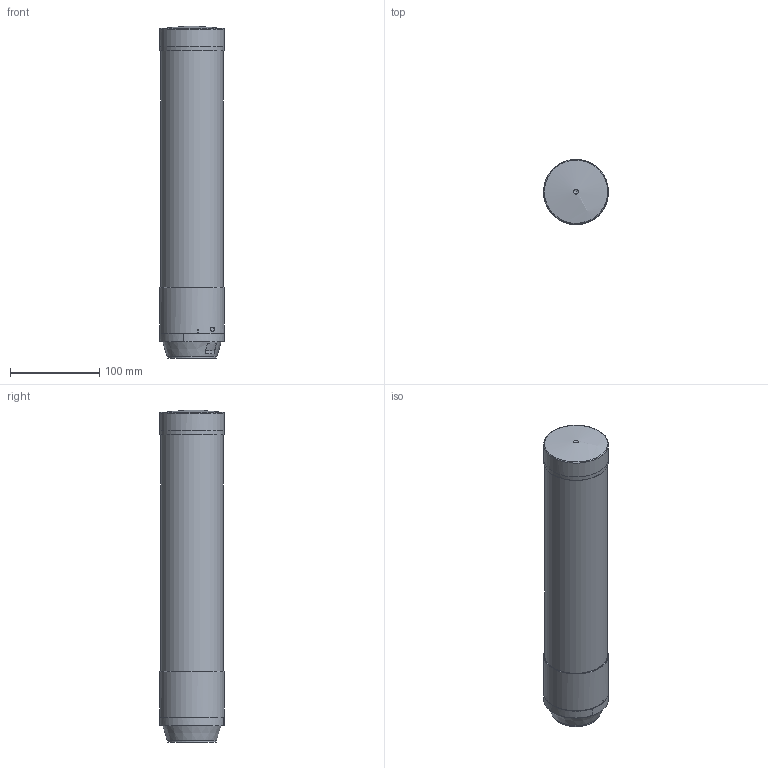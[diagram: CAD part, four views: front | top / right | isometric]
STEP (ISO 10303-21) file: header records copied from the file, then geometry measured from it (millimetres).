
FILE_DESCRIPTION(/* description */ ('Customer-3D'),/* implementation_level */ '2;1');
FILE_NAME(/* name */ '100000012170_prt_000.step',/* time_stamp */ '2022-06-28T14:26:56+02:00',/* author */ ('JENNERT'),/* organization */ ('WERMA Signaltechnik GmbH+Co.KG'),/* preprocessor_version */ 'ST-DEVELOPER v17',/* originating_system */ 'Autodesk Inventor 2018',/* authorisation */ 'public');
FILE_SCHEMA (('AUTOMOTIVE_DESIGN { 1 0 10303 214 3 1 1 }'));
Length unit declared in the file: millimetre
Products named in the file (1): 100000012170_prt_000_1
Bounding box: 72.5 x 72.5 x 371.38 mm (x, y, z)
Volume: 1415950.6 mm3; surface area: 92723.5 mm2
Topology: 1 solids, 1 shells, 228 faces, 604 edges, 405 vertices
Faces by surface type: plane 110, cylinder 73, cone 19, bspline 11, sphere 10, torus 5
Full cylindrical faces by diameter (mm): 0.8 x8, 6 x2, 17.5 x1, 54 x1, 70 x1, 72.5 x2
Entity records: 8441 total; most frequent: CARTESIAN_POINT 2439, DIRECTION 1201, ORIENTED_EDGE 1194, EDGE_CURVE 597, AXIS2_PLACEMENT_3D 476, VERTEX_POINT 407, EDGE_LOOP 270, LINE 249
